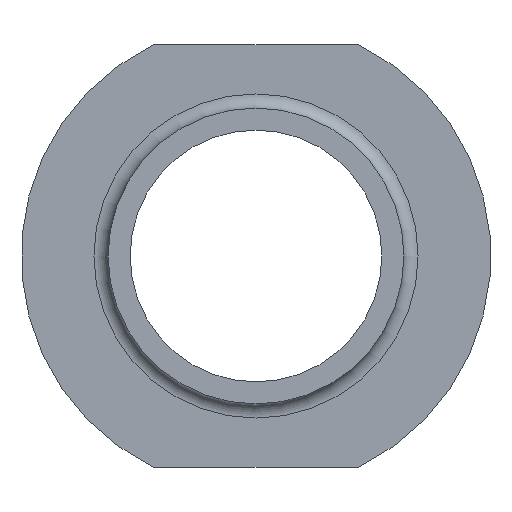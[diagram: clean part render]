
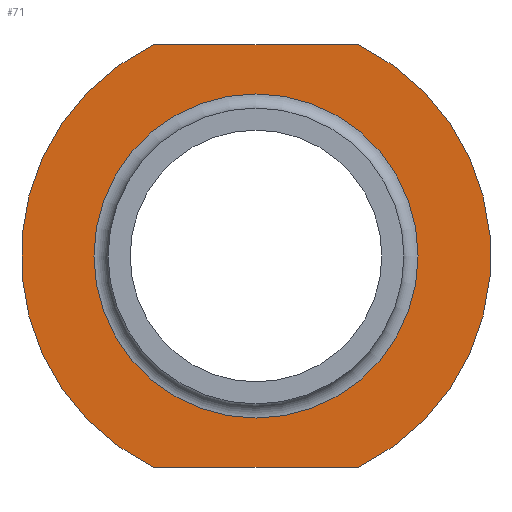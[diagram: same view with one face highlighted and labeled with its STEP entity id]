
A CAD part, front view. The second image highlights one B-rep face of the part: STEP entity #71.
In plain terms, the highlighted planar face has unit normal (0, -1, 0).
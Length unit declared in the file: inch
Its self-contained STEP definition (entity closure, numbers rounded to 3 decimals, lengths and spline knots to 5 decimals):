
#1 = LINE ( 'NONE', #144, #314 ) ;
#15 = EDGE_CURVE ( 'NONE', #109, #254, #37, .T. ) ;
#16 = ORIENTED_EDGE ( 'NONE', *, *, #206, .T. ) ;
#27 = CARTESIAN_POINT ( 'NONE',  ( 0., -0.4, 0. ) ) ;
#28 = VECTOR ( 'NONE', #136, 39.37008 ) ;
#31 = CARTESIAN_POINT ( 'NONE',  ( 0., -0.4, 0. ) ) ;
#37 = CIRCLE ( 'NONE', #48, 1. ) ;
#41 = DIRECTION ( 'NONE',  ( 1., 0., 0. ) ) ;
#48 = AXIS2_PLACEMENT_3D ( 'NONE', #31, #96, #294 ) ;
#64 = CARTESIAN_POINT ( 'NONE',  ( 0., -0.4, -0.9 ) ) ;
#66 = DIRECTION ( 'NONE',  ( 0., 0., -1. ) ) ;
#71 = ADVANCED_FACE ( 'NONE', ( #279, #216 ), #324, .T. ) ;
#96 = DIRECTION ( 'NONE',  ( 0., -1., 0. ) ) ;
#100 = CARTESIAN_POINT ( 'NONE',  ( -0.43589, -0.4, 0.9 ) ) ;
#109 = VERTEX_POINT ( 'NONE', #100 ) ;
#111 = ORIENTED_EDGE ( 'NONE', *, *, #176, .T. ) ;
#114 = CARTESIAN_POINT ( 'NONE',  ( 0., -0.4, -0.69 ) ) ;
#118 = CARTESIAN_POINT ( 'NONE',  ( 0.43589, -0.4, -0.9 ) ) ;
#122 = ORIENTED_EDGE ( 'NONE', *, *, #360, .F. ) ;
#129 = CARTESIAN_POINT ( 'NONE',  ( 0.43589, -0.4, 0.9 ) ) ;
#136 = DIRECTION ( 'NONE',  ( -1., 0., 0. ) ) ;
#141 = CARTESIAN_POINT ( 'NONE',  ( -0.43589, -0.4, -0.9 ) ) ;
#143 = EDGE_LOOP ( 'NONE', ( #194, #181, #122, #16 ) ) ;
#144 = CARTESIAN_POINT ( 'NONE',  ( 0., -0.4, 0.9 ) ) ;
#157 = VERTEX_POINT ( 'NONE', #118 ) ;
#166 = EDGE_CURVE ( 'NONE', #109, #249, #1, .T. ) ;
#176 = EDGE_CURVE ( 'NONE', #199, #199, #273, .T. ) ;
#177 = CARTESIAN_POINT ( 'NONE',  ( 0., -0.4, 0. ) ) ;
#179 = AXIS2_PLACEMENT_3D ( 'NONE', #284, #243, #183 ) ;
#181 = ORIENTED_EDGE ( 'NONE', *, *, #15, .T. ) ;
#183 = DIRECTION ( 'NONE',  ( 0., 0., -1. ) ) ;
#194 = ORIENTED_EDGE ( 'NONE', *, *, #166, .F. ) ;
#199 = VERTEX_POINT ( 'NONE', #114 ) ;
#206 = EDGE_CURVE ( 'NONE', #157, #249, #209, .T. ) ;
#209 = CIRCLE ( 'NONE', #282, 1. ) ;
#216 = FACE_BOUND ( 'NONE', #365, .T. ) ;
#233 = DIRECTION ( 'NONE',  ( 0., -1., 0. ) ) ;
#236 = DIRECTION ( 'NONE',  ( 0., 1., 0. ) ) ;
#243 = DIRECTION ( 'NONE',  ( 0., -1., 0. ) ) ;
#249 = VERTEX_POINT ( 'NONE', #129 ) ;
#253 = AXIS2_PLACEMENT_3D ( 'NONE', #177, #236, #66 ) ;
#254 = VERTEX_POINT ( 'NONE', #141 ) ;
#273 = CIRCLE ( 'NONE', #253, 0.69 ) ;
#279 = FACE_OUTER_BOUND ( 'NONE', #143, .T. ) ;
#282 = AXIS2_PLACEMENT_3D ( 'NONE', #27, #233, #309 ) ;
#284 = CARTESIAN_POINT ( 'NONE',  ( 0., -0.4, 0. ) ) ;
#294 = DIRECTION ( 'NONE',  ( 0., 0., -1. ) ) ;
#309 = DIRECTION ( 'NONE',  ( 0., 0., -1. ) ) ;
#314 = VECTOR ( 'NONE', #41, 39.37008 ) ;
#324 = PLANE ( 'NONE',  #179 ) ;
#360 = EDGE_CURVE ( 'NONE', #157, #254, #366, .T. ) ;
#365 = EDGE_LOOP ( 'NONE', ( #111 ) ) ;
#366 = LINE ( 'NONE', #64, #28 ) ;
